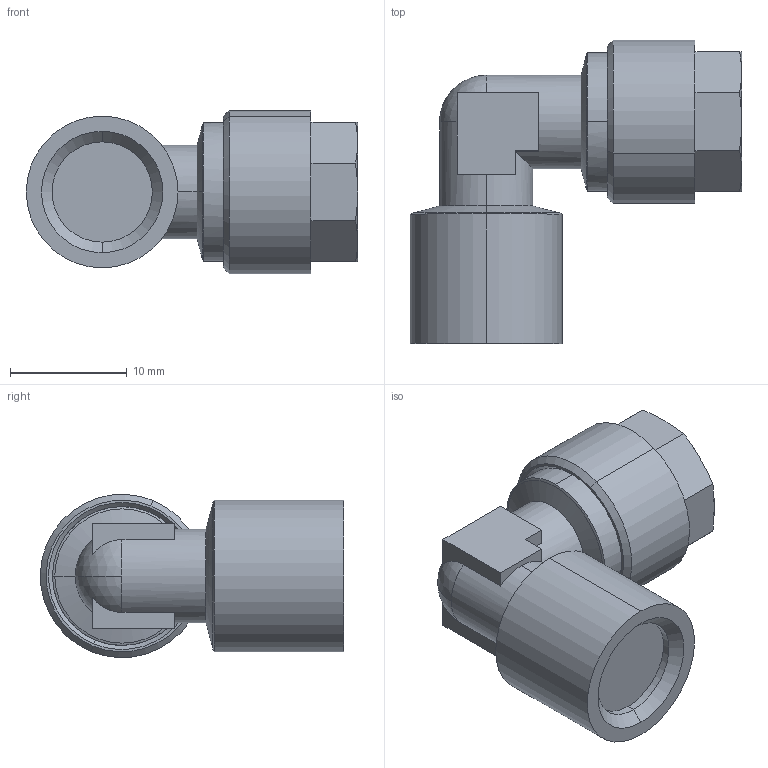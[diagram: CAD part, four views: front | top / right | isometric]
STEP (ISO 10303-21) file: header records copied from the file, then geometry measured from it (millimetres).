
FILE_DESCRIPTION (( 'STEP AP214' ), '1' );
FILE_NAME ('0112000004.step', '2012-09-28T13:24:12', ( '' ), ( '' ), 'SwSTEP 2.0', 'SolidWorks 2012', '' );
FILE_SCHEMA (( 'AUTOMOTIVE_DESIGN' ));
Length unit declared in the file: millimetre
Products named in the file (1): 0112000004
Bounding box: 28.4 x 25.99 x 13.99 mm (x, y, z)
Volume: 4035.8 mm3; surface area: 1984 mm2
Topology: 1 solids, 1 shells, 69 faces, 161 edges, 98 vertices
Faces by surface type: plane 28, cone 19, cylinder 14, torus 6, sphere 2
Entity records: 2341 total; most frequent: CARTESIAN_POINT 383, DIRECTION 353, ORIENTED_EDGE 322, EDGE_CURVE 161, AXIS2_PLACEMENT_3D 140, VERTEX_POINT 98, VECTOR 73, LINE 73
